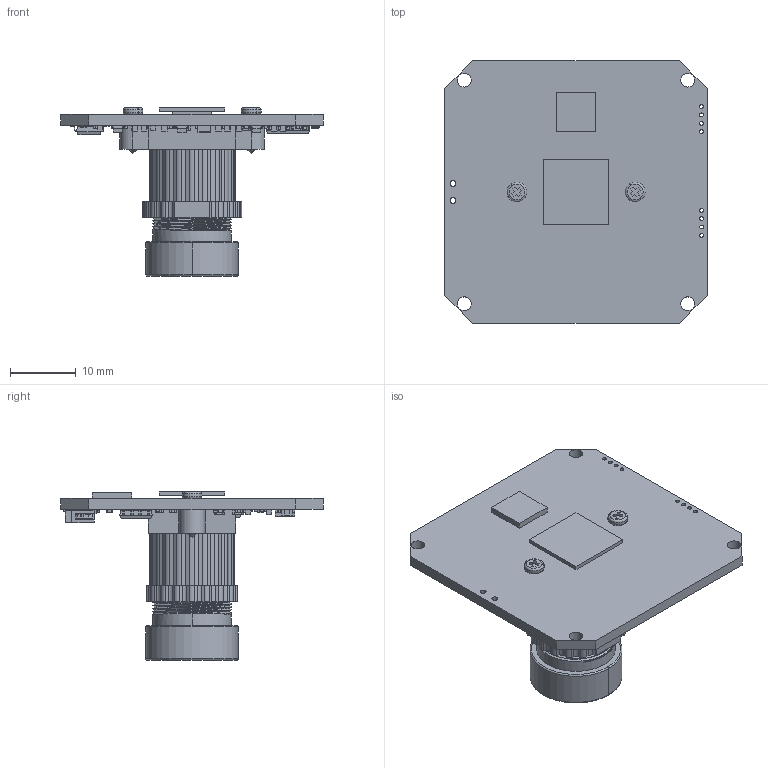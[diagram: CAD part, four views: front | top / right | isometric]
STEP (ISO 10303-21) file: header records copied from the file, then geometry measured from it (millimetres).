
FILE_DESCRIPTION((''),'2;1');
FILE_NAME('B0247_ASM','2021-04-25T11:14:55',('Arducam'),(''),'CREO PARAMETRIC BY PTC INC, 2019080','CREO PARAMETRIC BY PTC INC, 2019080','');
FILE_SCHEMA(('AUTOMOTIVE_DESIGN { 1 0 10303 214 1 1 1 1 }'));
Products named in the file (162): BOARD; 74479787147; L_X2_00F6_X0_TENDE; STEP-WE-PMI-1008_LP-REV1_ASM; L2_ASM; USER_LIBRARY-CAPC_0402_CAP-5689; USER_LIBRARY-CAPC_0402_CAP-6043; 1061474528_ASM; C38_ASM; 1061474016_1; 1061474016_2; 1061474016_3; 1061474016_4; 1061474016_5; 1061474016_6; 1061474016_ASM; G1_ASM; 1061474912; U1_ASM; EXTRUDED-28744; 429519960_ASM; U3_ASM; 896246800; C1_ASM; C2_ASM; C3_ASM; C4_ASM; 468216448; C5_ASM; C6_ASM; C7_ASM; C8_ASM; C9_ASM; C10_ASM; USER_LIBRARY-CAPC_0402_CA-44191; USER_LIBRARY-CAPC_0402_CA-44545; 896246416_ASM; C11_ASM; USER_LIBRARY-CAPC_0402_CA-44948; USER_LIBRARY-CAPC_0402_CA-45302 ...
Assembly tree (266 placements, depth 7):
  B0247_ASM
    UC-671_ASM
      PCB_ASM
        BOARD
        L2_ASM
          STEP-WE-PMI-1008_LP-REV1_ASM
            74479787147
            L_X2_00F6_X0_TENDE  x2
        C38_ASM
          1061474528_ASM
            USER_LIBRARY-CAPC_0402_CAP-5689  x2
            USER_LIBRARY-CAPC_0402_CAP-6043
        G1_ASM
          1061474016_ASM
            1061474016_1
            1061474016_2
            1061474016_3
            1061474016_4
            1061474016_5
            1061474016_6
        U1_ASM
          1061474912
        U3_ASM
          429519960_ASM
            EXTRUDED-28744
        C1_ASM
          896246800
        C2_ASM
          896246800
        C3_ASM
          896246800
        C4_ASM
          896246800
        C5_ASM
          468216448
        C6_ASM
          468216448
        C7_ASM
          896246800
        C8_ASM
          896246800
        C9_ASM
          896246800
        C10_ASM
          1061474528_ASM
            USER_LIBRARY-CAPC_0402_CAP-5689  x2
            USER_LIBRARY-CAPC_0402_CAP-6043
        C11_ASM
          896246416_ASM
            USER_LIBRARY-CAPC_0402_CA-44191  x2
            USER_LIBRARY-CAPC_0402_CA-44545
        C12_ASM
          896246544_ASM
            USER_LIBRARY-CAPC_0402_CA-44948  x2
            USER_LIBRARY-CAPC_0402_CA-45302
        C13_ASM
          896246544_ASM
            USER_LIBRARY-CAPC_0402_CA-44948  x2
            USER_LIBRARY-CAPC_0402_CA-45302
        C14_ASM
Bounding box: 40 x 40 x 25.6 mm (x, y, z)
Volume: 5019.2 mm3; surface area: 8440.9 mm2
Topology: 289 solids, 290 shells, 4512 faces, 10927 edges, 6825 vertices
Faces by surface type: plane 3416, cylinder 747, sphere 202, extrusion 81, bspline 31, torus 28, cone 7
Entity records: 85131 total; most frequent: CARTESIAN_POINT 23224, DIRECTION 9786, ORIENTED_EDGE 9218, EDGE_CURVE 4609, VECTOR 3740, LINE 3722, AXIS2_PLACEMENT_3D 3023, VERTEX_POINT 2981
